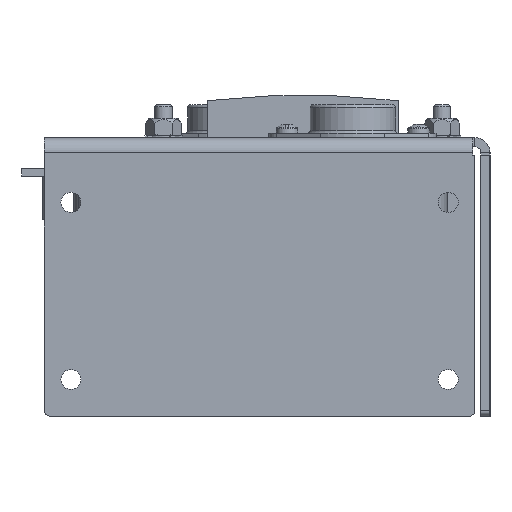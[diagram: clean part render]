
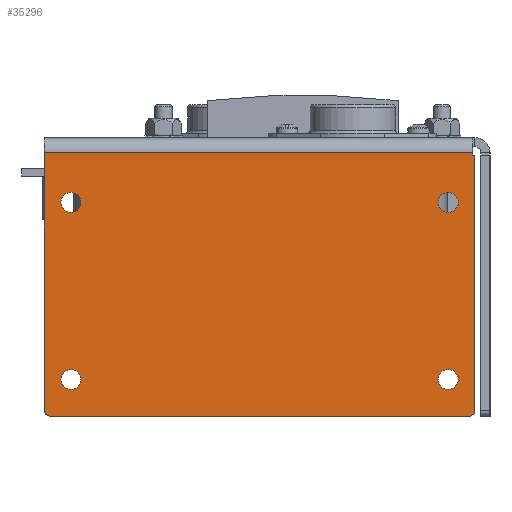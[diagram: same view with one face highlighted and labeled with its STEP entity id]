
A CAD part, left-side view. The second image highlights one B-rep face of the part: STEP entity #35296.
In plain terms, the highlighted planar face has unit normal (-1, 0, 0).
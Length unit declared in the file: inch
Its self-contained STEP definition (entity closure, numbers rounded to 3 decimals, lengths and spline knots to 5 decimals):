
#82 = EDGE_LOOP ( 'NONE', ( #34116 ) ) ;
#430 = PLANE ( 'NONE',  #22540 ) ;
#616 = ORIENTED_EDGE ( 'NONE', *, *, #4754, .T. ) ;
#793 = FACE_BOUND ( 'NONE', #21001, .T. ) ;
#878 = EDGE_CURVE ( 'NONE', #21454, #21454, #19234, .T. ) ;
#974 = DIRECTION ( 'NONE',  ( 0., 1., 0. ) ) ;
#1074 = CARTESIAN_POINT ( 'NONE',  ( -10.11322, 4., 0.15538 ) ) ;
#1323 = ORIENTED_EDGE ( 'NONE', *, *, #21300, .T. ) ;
#1471 = ORIENTED_EDGE ( 'NONE', *, *, #26275, .T. ) ;
#1544 = DIRECTION ( 'NONE',  ( -1., 0., 0. ) ) ;
#1889 = VERTEX_POINT ( 'NONE', #4159 ) ;
#1891 = DIRECTION ( 'NONE',  ( -1., 0., 0. ) ) ;
#1972 = DIRECTION ( 'NONE',  ( 0., -1., 0. ) ) ;
#2258 = CARTESIAN_POINT ( 'NONE',  ( -10.11322, 4., 0.02028 ) ) ;
#2428 = VERTEX_POINT ( 'NONE', #31459 ) ;
#2888 = LINE ( 'NONE', #28092, #26685 ) ;
#3029 = DIRECTION ( 'NONE',  ( 1., 0., 0. ) ) ;
#3766 = CARTESIAN_POINT ( 'NONE',  ( -10.11322, 4., 0. ) ) ;
#3894 = VERTEX_POINT ( 'NONE', #7202 ) ;
#4159 = CARTESIAN_POINT ( 'NONE',  ( -10.11322, 0.15538, 0.02028 ) ) ;
#4165 = LINE ( 'NONE', #26783, #31015 ) ;
#4754 = EDGE_CURVE ( 'NONE', #1889, #33322, #35795, .T. ) ;
#4856 = CARTESIAN_POINT ( 'NONE',  ( -10.11322, 4., 0.02028 ) ) ;
#5239 = VERTEX_POINT ( 'NONE', #9264 ) ;
#5319 = ORIENTED_EDGE ( 'NONE', *, *, #878, .F. ) ;
#5639 = DIRECTION ( 'NONE',  ( -1., 0., 0. ) ) ;
#5825 = CARTESIAN_POINT ( 'NONE',  ( -10.11322, 0.37449, -2.0149 ) ) ;
#5863 = AXIS2_PLACEMENT_3D ( 'NONE', #26939, #1544, #32654 ) ;
#6004 = CARTESIAN_POINT ( 'NONE',  ( -10.11322, 3.76229, -0.4252 ) ) ;
#6156 = EDGE_LOOP ( 'NONE', ( #1471, #34701, #25246, #28156, #12935, #1323, #8801, #616 ) ) ;
#6271 = CARTESIAN_POINT ( 'NONE',  ( -10.11322, 0.28493, -2.0149 ) ) ;
#6325 = CARTESIAN_POINT ( 'NONE',  ( -10.11322, 4., 0.15538 ) ) ;
#6772 = EDGE_CURVE ( 'NONE', #3894, #1889, #23890, .T. ) ;
#7202 = CARTESIAN_POINT ( 'NONE',  ( -10.11322, 0.15538, 0. ) ) ;
#7723 = CARTESIAN_POINT ( 'NONE',  ( -10.11322, 0.15538, 0.15538 ) ) ;
#7947 = ORIENTED_EDGE ( 'NONE', *, *, #29355, .F. ) ;
#8708 = VECTOR ( 'NONE', #33103, 39.37008 ) ;
#8801 = ORIENTED_EDGE ( 'NONE', *, *, #6772, .T. ) ;
#9264 = CARTESIAN_POINT ( 'NONE',  ( -10.11322, 3.95, -2.34462 ) ) ;
#9276 = VERTEX_POINT ( 'NONE', #29104 ) ;
#9476 = FACE_BOUND ( 'NONE', #17269, .T. ) ;
#10960 = AXIS2_PLACEMENT_3D ( 'NONE', #6004, #5639, #16942 ) ;
#11482 = VERTEX_POINT ( 'NONE', #14976 ) ;
#11604 = AXIS2_PLACEMENT_3D ( 'NONE', #13072, #16036, #1972 ) ;
#12067 = VECTOR ( 'NONE', #25921, 39.37008 ) ;
#12089 = VERTEX_POINT ( 'NONE', #17737 ) ;
#12356 = CIRCLE ( 'NONE', #5863, 0.08957 ) ;
#12677 = DIRECTION ( 'NONE',  ( 0., -1., 0. ) ) ;
#12935 = ORIENTED_EDGE ( 'NONE', *, *, #32796, .T. ) ;
#13072 = CARTESIAN_POINT ( 'NONE',  ( -10.11322, 3.76229, -2.0149 ) ) ;
#13087 = AXIS2_PLACEMENT_3D ( 'NONE', #27280, #1891, #24509 ) ;
#13359 = DIRECTION ( 'NONE',  ( 0., 1., 0. ) ) ;
#13458 = VECTOR ( 'NONE', #29139, 39.37008 ) ;
#13461 = CARTESIAN_POINT ( 'NONE',  ( -10.11322, 3.67272, -0.4252 ) ) ;
#14350 = DIRECTION ( 'NONE',  ( -1., 0., 0. ) ) ;
#14499 = FACE_BOUND ( 'NONE', #15395, .T. ) ;
#14553 = EDGE_CURVE ( 'NONE', #9276, #9276, #18115, .T. ) ;
#14976 = CARTESIAN_POINT ( 'NONE',  ( -10.11322, 0.28493, -0.4252 ) ) ;
#15395 = EDGE_LOOP ( 'NONE', ( #7947 ) ) ;
#15789 = CARTESIAN_POINT ( 'NONE',  ( -10.11322, 0.13678, -2.29462 ) ) ;
#16000 = CARTESIAN_POINT ( 'NONE',  ( -10.11322, 0.18678, -2.29462 ) ) ;
#16036 = DIRECTION ( 'NONE',  ( -1., 0., 0. ) ) ;
#16097 = VERTEX_POINT ( 'NONE', #15789 ) ;
#16942 = DIRECTION ( 'NONE',  ( 0., -1., 0. ) ) ;
#16957 = DIRECTION ( 'NONE',  ( 0., 0., 1. ) ) ;
#17269 = EDGE_LOOP ( 'NONE', ( #5319 ) ) ;
#17347 = CARTESIAN_POINT ( 'NONE',  ( -10.11322, 0.13678, 0. ) ) ;
#17737 = CARTESIAN_POINT ( 'NONE',  ( -10.11322, 0.18678, -2.34462 ) ) ;
#17847 = LINE ( 'NONE', #3766, #13458 ) ;
#18115 = CIRCLE ( 'NONE', #11604, 0.08957 ) ;
#19234 = CIRCLE ( 'NONE', #10960, 0.08957 ) ;
#21001 = EDGE_LOOP ( 'NONE', ( #34621 ) ) ;
#21300 = EDGE_CURVE ( 'NONE', #28854, #3894, #17847, .T. ) ;
#21454 = VERTEX_POINT ( 'NONE', #13461 ) ;
#22540 = AXIS2_PLACEMENT_3D ( 'NONE', #6325, #3029, #974 ) ;
#22589 = EDGE_CURVE ( 'NONE', #2428, #5239, #26742, .T. ) ;
#23035 = FACE_BOUND ( 'NONE', #82, .T. ) ;
#23890 = LINE ( 'NONE', #7723, #8708 ) ;
#24153 = VECTOR ( 'NONE', #13359, 39.37008 ) ;
#24509 = DIRECTION ( 'NONE',  ( 0., 1., 0. ) ) ;
#25246 = ORIENTED_EDGE ( 'NONE', *, *, #26741, .T. ) ;
#25823 = FACE_OUTER_BOUND ( 'NONE', #6156, .T. ) ;
#25921 = DIRECTION ( 'NONE',  ( 0., 0., -1. ) ) ;
#26275 = EDGE_CURVE ( 'NONE', #33322, #2428, #34603, .T. ) ;
#26685 = VECTOR ( 'NONE', #16957, 39.37008 ) ;
#26741 = EDGE_CURVE ( 'NONE', #5239, #12089, #4165, .T. ) ;
#26742 = CIRCLE ( 'NONE', #13087, 0.05 ) ;
#26783 = CARTESIAN_POINT ( 'NONE',  ( -10.11322, 4., -2.34462 ) ) ;
#26939 = CARTESIAN_POINT ( 'NONE',  ( -10.11322, 0.37449, -0.4252 ) ) ;
#27145 = DIRECTION ( 'NONE',  ( -1., 0., 0. ) ) ;
#27280 = CARTESIAN_POINT ( 'NONE',  ( -10.11322, 3.95, -2.29462 ) ) ;
#27772 = EDGE_CURVE ( 'NONE', #12089, #16097, #28876, .T. ) ;
#27796 = CIRCLE ( 'NONE', #29566, 0.08957 ) ;
#28092 = CARTESIAN_POINT ( 'NONE',  ( -10.11322, 0.13678, 0.15538 ) ) ;
#28156 = ORIENTED_EDGE ( 'NONE', *, *, #27772, .T. ) ;
#28854 = VERTEX_POINT ( 'NONE', #17347 ) ;
#28876 = CIRCLE ( 'NONE', #29462, 0.05 ) ;
#29104 = CARTESIAN_POINT ( 'NONE',  ( -10.11322, 3.67272, -2.0149 ) ) ;
#29139 = DIRECTION ( 'NONE',  ( 0., 1., 0. ) ) ;
#29355 = EDGE_CURVE ( 'NONE', #11482, #11482, #12356, .T. ) ;
#29462 = AXIS2_PLACEMENT_3D ( 'NONE', #16000, #27145, #32872 ) ;
#29566 = AXIS2_PLACEMENT_3D ( 'NONE', #5825, #14350, #33995 ) ;
#30845 = EDGE_CURVE ( 'NONE', #34438, #34438, #27796, .T. ) ;
#31015 = VECTOR ( 'NONE', #12677, 39.37008 ) ;
#31459 = CARTESIAN_POINT ( 'NONE',  ( -10.11322, 4., -2.29462 ) ) ;
#32654 = DIRECTION ( 'NONE',  ( 0., -1., 0. ) ) ;
#32796 = EDGE_CURVE ( 'NONE', #16097, #28854, #2888, .T. ) ;
#32872 = DIRECTION ( 'NONE',  ( 0., 1., 0. ) ) ;
#33103 = DIRECTION ( 'NONE',  ( 0., 0., 1. ) ) ;
#33322 = VERTEX_POINT ( 'NONE', #4856 ) ;
#33995 = DIRECTION ( 'NONE',  ( 0., -1., 0. ) ) ;
#34116 = ORIENTED_EDGE ( 'NONE', *, *, #30845, .F. ) ;
#34438 = VERTEX_POINT ( 'NONE', #6271 ) ;
#34603 = LINE ( 'NONE', #1074, #12067 ) ;
#34621 = ORIENTED_EDGE ( 'NONE', *, *, #14553, .F. ) ;
#34701 = ORIENTED_EDGE ( 'NONE', *, *, #22589, .T. ) ;
#35296 = ADVANCED_FACE ( 'NONE', ( #9476, #793, #23035, #14499, #25823 ), #430, .F. ) ;
#35795 = LINE ( 'NONE', #2258, #24153 ) ;
